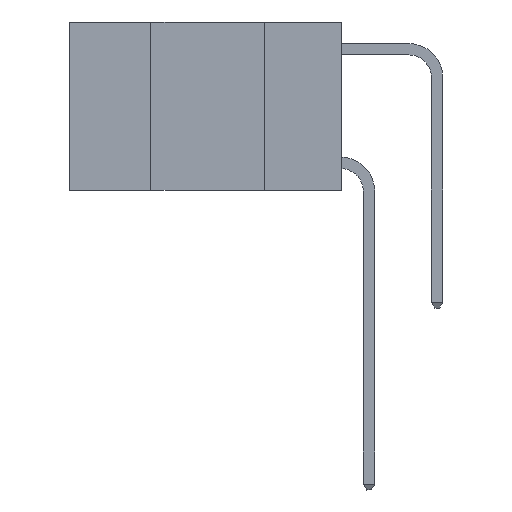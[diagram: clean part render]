
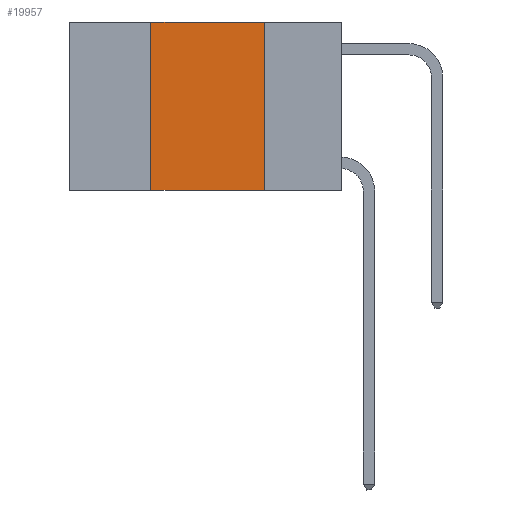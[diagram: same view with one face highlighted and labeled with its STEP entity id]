
A CAD part, left-side view. The second image highlights one B-rep face of the part: STEP entity #19957.
In plain terms, the highlighted planar face has unit normal (-1, 0, 0).
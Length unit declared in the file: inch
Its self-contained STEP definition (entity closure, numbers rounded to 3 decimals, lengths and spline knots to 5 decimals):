
#860 = ORIENTED_EDGE ( 'NONE', *, *, #11063, .T. ) ;
#1257 = LINE ( 'NONE', #7756, #15919 ) ;
#1351 = CARTESIAN_POINT ( 'NONE',  ( 0., 0.6, -0.37 ) ) ;
#1370 = FACE_OUTER_BOUND ( 'NONE', #8555, .T. ) ;
#1619 = CARTESIAN_POINT ( 'NONE',  ( 0., 0.42, 0. ) ) ;
#1663 = DIRECTION ( 'NONE',  ( 0., -1., 0. ) ) ;
#1876 = CARTESIAN_POINT ( 'NONE',  ( 0., 0.6, 0. ) ) ;
#2804 = ORIENTED_EDGE ( 'NONE', *, *, #14053, .F. ) ;
#2924 = VERTEX_POINT ( 'NONE', #19650 ) ;
#3277 = PLANE ( 'NONE',  #13157 ) ;
#4005 = ORIENTED_EDGE ( 'NONE', *, *, #4728, .F. ) ;
#4728 = EDGE_CURVE ( 'NONE', #13173, #16438, #13303, .T. ) ;
#5363 = VECTOR ( 'NONE', #9038, 39.37008 ) ;
#6573 = CARTESIAN_POINT ( 'NONE',  ( 0., 0.6, 0. ) ) ;
#7756 = CARTESIAN_POINT ( 'NONE',  ( 0., 0.42, 0. ) ) ;
#8288 = DIRECTION ( 'NONE',  ( 0., 0., -1. ) ) ;
#8555 = EDGE_LOOP ( 'NONE', ( #2804, #4005, #18750, #860 ) ) ;
#9038 = DIRECTION ( 'NONE',  ( 0., 0., -1. ) ) ;
#9986 = VECTOR ( 'NONE', #1663, 39.37008 ) ;
#10617 = LINE ( 'NONE', #17085, #5363 ) ;
#11063 = EDGE_CURVE ( 'NONE', #16099, #2924, #20783, .T. ) ;
#11139 = DIRECTION ( 'NONE',  ( 0., 0., 1. ) ) ;
#13085 = DIRECTION ( 'NONE',  ( 1., 0., 0. ) ) ;
#13157 = AXIS2_PLACEMENT_3D ( 'NONE', #6573, #13085, #8288 ) ;
#13173 = VERTEX_POINT ( 'NONE', #1619 ) ;
#13303 = LINE ( 'NONE', #1876, #15008 ) ;
#14053 = EDGE_CURVE ( 'NONE', #16438, #2924, #10617, .T. ) ;
#14198 = EDGE_CURVE ( 'NONE', #16099, #13173, #1257, .T. ) ;
#15008 = VECTOR ( 'NONE', #19405, 39.37008 ) ;
#15919 = VECTOR ( 'NONE', #11139, 39.37008 ) ;
#16099 = VERTEX_POINT ( 'NONE', #20387 ) ;
#16438 = VERTEX_POINT ( 'NONE', #20048 ) ;
#17085 = CARTESIAN_POINT ( 'NONE',  ( 0., 0.17, 0. ) ) ;
#18750 = ORIENTED_EDGE ( 'NONE', *, *, #14198, .F. ) ;
#19405 = DIRECTION ( 'NONE',  ( 0., -1., 0. ) ) ;
#19650 = CARTESIAN_POINT ( 'NONE',  ( 0., 0.17, -0.37 ) ) ;
#19957 = ADVANCED_FACE ( 'NONE', ( #1370 ), #3277, .F. ) ;
#20048 = CARTESIAN_POINT ( 'NONE',  ( 0., 0.17, 0. ) ) ;
#20387 = CARTESIAN_POINT ( 'NONE',  ( 0., 0.42, -0.37 ) ) ;
#20783 = LINE ( 'NONE', #1351, #9986 ) ;
